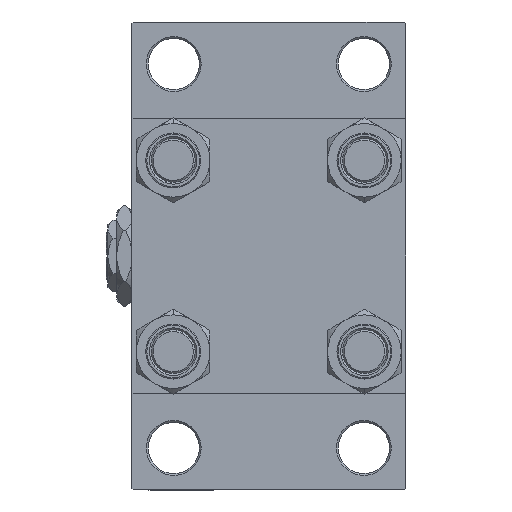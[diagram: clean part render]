
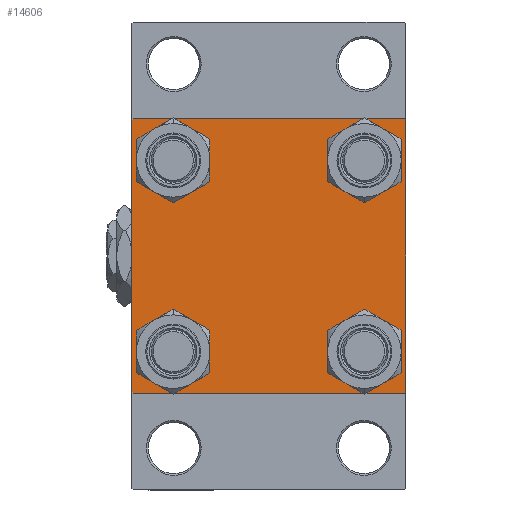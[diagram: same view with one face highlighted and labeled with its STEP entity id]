
A CAD part, left-side view. The second image highlights one B-rep face of the part: STEP entity #14606.
In plain terms, the highlighted planar face has unit normal (-1, 0, 0).
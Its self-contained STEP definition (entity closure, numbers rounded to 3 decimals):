
#313 = AXIS2_PLACEMENT_3D ( 'NONE', #35416, #763, #5536 ) ;
#711 = DIRECTION ( 'NONE',  ( 0., -1., 0. ) ) ;
#763 = DIRECTION ( 'NONE',  ( 1., 0., 0. ) ) ;
#847 = ORIENTED_EDGE ( 'NONE', *, *, #41889, .T. ) ;
#1209 = CARTESIAN_POINT ( 'NONE',  ( 0., 37.5, 37. ) ) ;
#1693 = EDGE_CURVE ( 'NONE', #19289, #44125, #38412, .T. ) ;
#1845 = CARTESIAN_POINT ( 'NONE',  ( 0., -26.15, -19.65 ) ) ;
#2049 = VERTEX_POINT ( 'NONE', #1845 ) ;
#2143 = EDGE_CURVE ( 'NONE', #19289, #19339, #11166, .T. ) ;
#2737 = CIRCLE ( 'NONE', #313, 6.5 ) ;
#3569 = DIRECTION ( 'NONE',  ( 0., -1., 0. ) ) ;
#3711 = ORIENTED_EDGE ( 'NONE', *, *, #1693, .T. ) ;
#3745 = CARTESIAN_POINT ( 'NONE',  ( 0., 26.15, -19.65 ) ) ;
#3779 = ORIENTED_EDGE ( 'NONE', *, *, #13435, .T. ) ;
#3799 = CARTESIAN_POINT ( 'NONE',  ( 0., -37., -37.5 ) ) ;
#4518 = DIRECTION ( 'NONE',  ( 1., 0., 0. ) ) ;
#4596 = DIRECTION ( 'NONE',  ( 0., 0., 1. ) ) ;
#4977 = FACE_OUTER_BOUND ( 'NONE', #26588, .T. ) ;
#5536 = DIRECTION ( 'NONE',  ( 0., 0., 1. ) ) ;
#5996 = DIRECTION ( 'NONE',  ( 0., 0., -1. ) ) ;
#6285 = VECTOR ( 'NONE', #29712, 1000. ) ;
#6358 = CARTESIAN_POINT ( 'NONE',  ( 0., -37.5, 37. ) ) ;
#6489 = EDGE_CURVE ( 'NONE', #2049, #34158, #40323, .T. ) ;
#6507 = DIRECTION ( 'NONE',  ( 0., 0., 1. ) ) ;
#6651 = ORIENTED_EDGE ( 'NONE', *, *, #2143, .F. ) ;
#6799 = CARTESIAN_POINT ( 'NONE',  ( 0., -26.15, 32.65 ) ) ;
#7370 = ORIENTED_EDGE ( 'NONE', *, *, #36686, .T. ) ;
#7546 = EDGE_LOOP ( 'NONE', ( #35348, #847 ) ) ;
#7715 = DIRECTION ( 'NONE',  ( 0., 0.707, 0.707 ) ) ;
#7986 = EDGE_CURVE ( 'NONE', #36498, #32475, #11582, .T. ) ;
#8042 = LINE ( 'NONE', #35367, #46544 ) ;
#8116 = CARTESIAN_POINT ( 'NONE',  ( 0., -26.15, -32.65 ) ) ;
#8580 = CIRCLE ( 'NONE', #35231, 6.5 ) ;
#9089 = VERTEX_POINT ( 'NONE', #45095 ) ;
#9681 = DIRECTION ( 'NONE',  ( 0., 0., 1. ) ) ;
#10307 = AXIS2_PLACEMENT_3D ( 'NONE', #44060, #43315, #4596 ) ;
#10789 = VERTEX_POINT ( 'NONE', #20292 ) ;
#11166 = LINE ( 'NONE', #30646, #44707 ) ;
#11265 = CARTESIAN_POINT ( 'NONE',  ( 0., -37.25, 37.25 ) ) ;
#11582 = LINE ( 'NONE', #18944, #18876 ) ;
#11590 = DIRECTION ( 'NONE',  ( 0., 0.707, -0.707 ) ) ;
#12066 = AXIS2_PLACEMENT_3D ( 'NONE', #27548, #4518, #27788 ) ;
#12074 = PLANE ( 'NONE',  #20610 ) ;
#12481 = CARTESIAN_POINT ( 'NONE',  ( 0., 37.5, 37.5 ) ) ;
#12560 = CARTESIAN_POINT ( 'NONE',  ( 0., -26.15, -26.15 ) ) ;
#12852 = ORIENTED_EDGE ( 'NONE', *, *, #23011, .T. ) ;
#13125 = CARTESIAN_POINT ( 'NONE',  ( 0., 26.15, 32.65 ) ) ;
#13376 = CARTESIAN_POINT ( 'NONE',  ( 0., -26.15, -26.15 ) ) ;
#13435 = EDGE_CURVE ( 'NONE', #34463, #23609, #20569, .T. ) ;
#14083 = ORIENTED_EDGE ( 'NONE', *, *, #49621, .T. ) ;
#14400 = DIRECTION ( 'NONE',  ( 0., -0.707, 0.707 ) ) ;
#14454 = CIRCLE ( 'NONE', #40315, 6.5 ) ;
#14606 = ADVANCED_FACE ( 'NONE', ( #27747, #27261, #20184, #20424, #4977 ), #12074, .T. ) ;
#14661 = ORIENTED_EDGE ( 'NONE', *, *, #16161, .T. ) ;
#15880 = DIRECTION ( 'NONE',  ( 0., 0., 1. ) ) ;
#15882 = CARTESIAN_POINT ( 'NONE',  ( 0., 37., 37.5 ) ) ;
#16161 = EDGE_CURVE ( 'NONE', #30382, #36498, #8042, .T. ) ;
#16815 = CARTESIAN_POINT ( 'NONE',  ( 0., -37.5, -37. ) ) ;
#17206 = ORIENTED_EDGE ( 'NONE', *, *, #7986, .T. ) ;
#17281 = DIRECTION ( 'NONE',  ( 1., 0., 0. ) ) ;
#18876 = VECTOR ( 'NONE', #14400, 1000. ) ;
#18878 = VECTOR ( 'NONE', #11590, 1000. ) ;
#18944 = CARTESIAN_POINT ( 'NONE',  ( 0., -37.25, -37.25 ) ) ;
#19289 = VERTEX_POINT ( 'NONE', #15882 ) ;
#19339 = VERTEX_POINT ( 'NONE', #40145 ) ;
#20184 = FACE_BOUND ( 'NONE', #24347, .T. ) ;
#20292 = CARTESIAN_POINT ( 'NONE',  ( 0., 26.15, -32.65 ) ) ;
#20424 = FACE_BOUND ( 'NONE', #41366, .T. ) ;
#20569 = CIRCLE ( 'NONE', #27814, 6.5 ) ;
#20610 = AXIS2_PLACEMENT_3D ( 'NONE', #42712, #42957, #15880 ) ;
#20969 = VECTOR ( 'NONE', #32209, 1000. ) ;
#21092 = LINE ( 'NONE', #12481, #20969 ) ;
#22139 = CARTESIAN_POINT ( 'NONE',  ( 0., 26.15, 19.65 ) ) ;
#23011 = EDGE_CURVE ( 'NONE', #36850, #10789, #14454, .T. ) ;
#23323 = CIRCLE ( 'NONE', #47572, 6.5 ) ;
#23609 = VERTEX_POINT ( 'NONE', #50084 ) ;
#24046 = CIRCLE ( 'NONE', #10307, 6.5 ) ;
#24347 = EDGE_LOOP ( 'NONE', ( #12852, #45053 ) ) ;
#24534 = EDGE_CURVE ( 'NONE', #10789, #36850, #39550, .T. ) ;
#25312 = ORIENTED_EDGE ( 'NONE', *, *, #27899, .T. ) ;
#25998 = CARTESIAN_POINT ( 'NONE',  ( 0., -37.5, 37.5 ) ) ;
#26588 = EDGE_LOOP ( 'NONE', ( #25312, #45857, #14661, #17206, #45225, #39185, #6651, #3711 ) ) ;
#27033 = CARTESIAN_POINT ( 'NONE',  ( 0., 37.25, 37.25 ) ) ;
#27261 = FACE_BOUND ( 'NONE', #7546, .T. ) ;
#27548 = CARTESIAN_POINT ( 'NONE',  ( 0., 26.15, -26.15 ) ) ;
#27747 = FACE_BOUND ( 'NONE', #46177, .T. ) ;
#27788 = DIRECTION ( 'NONE',  ( 0., 0., 1. ) ) ;
#27814 = AXIS2_PLACEMENT_3D ( 'NONE', #34588, #50053, #38883 ) ;
#27899 = EDGE_CURVE ( 'NONE', #44125, #9089, #21092, .T. ) ;
#27993 = DIRECTION ( 'NONE',  ( 1., 0., 0. ) ) ;
#29013 = AXIS2_PLACEMENT_3D ( 'NONE', #12560, #27993, #43441 ) ;
#29106 = VERTEX_POINT ( 'NONE', #13125 ) ;
#29699 = DIRECTION ( 'NONE',  ( 0., 0., 1. ) ) ;
#29712 = DIRECTION ( 'NONE',  ( 0., -0.707, -0.707 ) ) ;
#30382 = VERTEX_POINT ( 'NONE', #49785 ) ;
#30646 = CARTESIAN_POINT ( 'NONE',  ( 0., 37.5, 37.5 ) ) ;
#31116 = EDGE_CURVE ( 'NONE', #33855, #32475, #45236, .T. ) ;
#32209 = DIRECTION ( 'NONE',  ( 0., 0., -1. ) ) ;
#32475 = VERTEX_POINT ( 'NONE', #16815 ) ;
#33855 = VERTEX_POINT ( 'NONE', #6358 ) ;
#34158 = VERTEX_POINT ( 'NONE', #8116 ) ;
#34463 = VERTEX_POINT ( 'NONE', #6799 ) ;
#34588 = CARTESIAN_POINT ( 'NONE',  ( 0., -26.15, 26.15 ) ) ;
#35031 = VERTEX_POINT ( 'NONE', #22139 ) ;
#35231 = AXIS2_PLACEMENT_3D ( 'NONE', #13376, #48312, #6507 ) ;
#35348 = ORIENTED_EDGE ( 'NONE', *, *, #6489, .T. ) ;
#35367 = CARTESIAN_POINT ( 'NONE',  ( 0., 37.5, -37.5 ) ) ;
#35416 = CARTESIAN_POINT ( 'NONE',  ( 0., 26.15, 26.15 ) ) ;
#36498 = VERTEX_POINT ( 'NONE', #3799 ) ;
#36539 = ORIENTED_EDGE ( 'NONE', *, *, #48321, .T. ) ;
#36556 = LINE ( 'NONE', #37309, #6285 ) ;
#36686 = EDGE_CURVE ( 'NONE', #35031, #29106, #2737, .T. ) ;
#36850 = VERTEX_POINT ( 'NONE', #3745 ) ;
#37309 = CARTESIAN_POINT ( 'NONE',  ( 0., 37.25, -37.25 ) ) ;
#38280 = CARTESIAN_POINT ( 'NONE',  ( 0., 26.15, -26.15 ) ) ;
#38412 = LINE ( 'NONE', #27033, #18878 ) ;
#38883 = DIRECTION ( 'NONE',  ( 0., 0., 1. ) ) ;
#39185 = ORIENTED_EDGE ( 'NONE', *, *, #40270, .T. ) ;
#39550 = CIRCLE ( 'NONE', #12066, 6.5 ) ;
#40145 = CARTESIAN_POINT ( 'NONE',  ( 0., -37., 37.5 ) ) ;
#40270 = EDGE_CURVE ( 'NONE', #33855, #19339, #46200, .T. ) ;
#40315 = AXIS2_PLACEMENT_3D ( 'NONE', #38280, #49702, #29699 ) ;
#40323 = CIRCLE ( 'NONE', #29013, 6.5 ) ;
#40459 = VECTOR ( 'NONE', #5996, 1000. ) ;
#41366 = EDGE_LOOP ( 'NONE', ( #14083, #7370 ) ) ;
#41889 = EDGE_CURVE ( 'NONE', #34158, #2049, #8580, .T. ) ;
#42712 = CARTESIAN_POINT ( 'NONE',  ( 0., 0., 0. ) ) ;
#42957 = DIRECTION ( 'NONE',  ( -1., 0., 0. ) ) ;
#43315 = DIRECTION ( 'NONE',  ( 1., 0., 0. ) ) ;
#43441 = DIRECTION ( 'NONE',  ( 0., 0., 1. ) ) ;
#43857 = CARTESIAN_POINT ( 'NONE',  ( 0., 26.15, 26.15 ) ) ;
#44060 = CARTESIAN_POINT ( 'NONE',  ( 0., -26.15, 26.15 ) ) ;
#44125 = VERTEX_POINT ( 'NONE', #1209 ) ;
#44707 = VECTOR ( 'NONE', #3569, 1000. ) ;
#45053 = ORIENTED_EDGE ( 'NONE', *, *, #24534, .T. ) ;
#45095 = CARTESIAN_POINT ( 'NONE',  ( 0., 37.5, -37. ) ) ;
#45225 = ORIENTED_EDGE ( 'NONE', *, *, #31116, .F. ) ;
#45236 = LINE ( 'NONE', #25998, #40459 ) ;
#45857 = ORIENTED_EDGE ( 'NONE', *, *, #49263, .T. ) ;
#46177 = EDGE_LOOP ( 'NONE', ( #3779, #36539 ) ) ;
#46200 = LINE ( 'NONE', #11265, #48117 ) ;
#46544 = VECTOR ( 'NONE', #711, 1000. ) ;
#47572 = AXIS2_PLACEMENT_3D ( 'NONE', #43857, #17281, #9681 ) ;
#48117 = VECTOR ( 'NONE', #7715, 1000. ) ;
#48312 = DIRECTION ( 'NONE',  ( 1., 0., 0. ) ) ;
#48321 = EDGE_CURVE ( 'NONE', #23609, #34463, #24046, .T. ) ;
#49263 = EDGE_CURVE ( 'NONE', #9089, #30382, #36556, .T. ) ;
#49621 = EDGE_CURVE ( 'NONE', #29106, #35031, #23323, .T. ) ;
#49702 = DIRECTION ( 'NONE',  ( 1., 0., 0. ) ) ;
#49785 = CARTESIAN_POINT ( 'NONE',  ( 0., 37., -37.5 ) ) ;
#50053 = DIRECTION ( 'NONE',  ( 1., 0., 0. ) ) ;
#50084 = CARTESIAN_POINT ( 'NONE',  ( 0., -26.15, 19.65 ) ) ;
